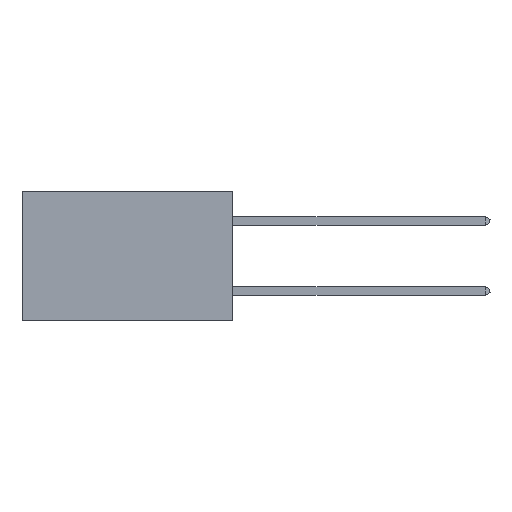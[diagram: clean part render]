
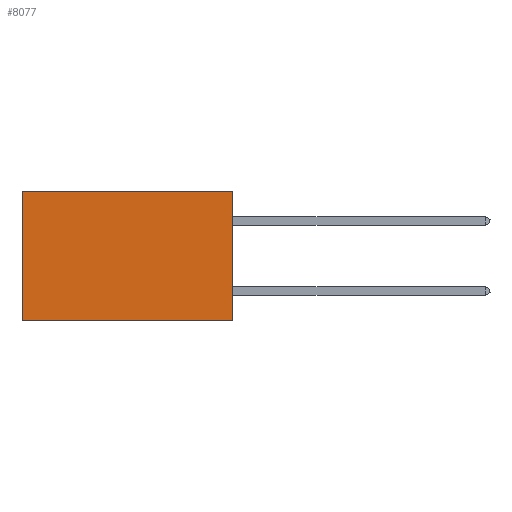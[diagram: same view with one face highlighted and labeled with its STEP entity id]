
A CAD part, left-side view. The second image highlights one B-rep face of the part: STEP entity #8077.
In plain terms, the highlighted planar face has unit normal (-1, 0, 0).
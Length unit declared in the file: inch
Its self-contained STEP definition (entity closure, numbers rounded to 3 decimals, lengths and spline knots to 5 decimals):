
#402 = LINE ( 'NONE', #13091, #20873 ) ;
#580 = VECTOR ( 'NONE', #9367, 39.37008 ) ;
#682 = ORIENTED_EDGE ( 'NONE', *, *, #11182, .T. ) ;
#2789 = VERTEX_POINT ( 'NONE', #13108 ) ;
#5720 = CARTESIAN_POINT ( 'NONE',  ( 0.2875, 0., -0.37 ) ) ;
#5731 = CARTESIAN_POINT ( 'NONE',  ( 0.2875, 0., 0. ) ) ;
#6001 = CARTESIAN_POINT ( 'NONE',  ( 0.2875, 0., -0.37 ) ) ;
#6693 = CARTESIAN_POINT ( 'NONE',  ( 0.2875, 0., 0. ) ) ;
#7052 = LINE ( 'NONE', #5720, #20354 ) ;
#7496 = VERTEX_POINT ( 'NONE', #6001 ) ;
#7666 = EDGE_CURVE ( 'NONE', #2789, #24794, #28688, .T. ) ;
#8077 = ADVANCED_FACE ( 'NONE', ( #21798 ), #21633, .F. ) ;
#8392 = DIRECTION ( 'NONE',  ( 1., 0., 0. ) ) ;
#8941 = AXIS2_PLACEMENT_3D ( 'NONE', #5731, #8392, #26812 ) ;
#9367 = DIRECTION ( 'NONE',  ( 0., 1., 0. ) ) ;
#11182 = EDGE_CURVE ( 'NONE', #24794, #30337, #402, .T. ) ;
#13091 = CARTESIAN_POINT ( 'NONE',  ( 0.2875, 0.6, 0. ) ) ;
#13108 = CARTESIAN_POINT ( 'NONE',  ( 0.2875, 0., 0. ) ) ;
#13928 = ORIENTED_EDGE ( 'NONE', *, *, #28610, .F. ) ;
#15455 = DIRECTION ( 'NONE',  ( 0., 0., -1. ) ) ;
#15761 = DIRECTION ( 'NONE',  ( 0., 0., -1. ) ) ;
#16451 = DIRECTION ( 'NONE',  ( 0., 1., 0. ) ) ;
#17792 = VECTOR ( 'NONE', #15455, 39.37008 ) ;
#19158 = EDGE_CURVE ( 'NONE', #7496, #30337, #7052, .T. ) ;
#19424 = LINE ( 'NONE', #20752, #17792 ) ;
#20354 = VECTOR ( 'NONE', #16451, 39.37008 ) ;
#20752 = CARTESIAN_POINT ( 'NONE',  ( 0.2875, 0., 0. ) ) ;
#20873 = VECTOR ( 'NONE', #15761, 39.37008 ) ;
#21633 = PLANE ( 'NONE',  #8941 ) ;
#21798 = FACE_OUTER_BOUND ( 'NONE', #29131, .T. ) ;
#23792 = CARTESIAN_POINT ( 'NONE',  ( 0.2875, 0.6, -0.37 ) ) ;
#24794 = VERTEX_POINT ( 'NONE', #32463 ) ;
#25614 = ORIENTED_EDGE ( 'NONE', *, *, #7666, .T. ) ;
#26812 = DIRECTION ( 'NONE',  ( 0., 0., -1. ) ) ;
#28610 = EDGE_CURVE ( 'NONE', #2789, #7496, #19424, .T. ) ;
#28688 = LINE ( 'NONE', #6693, #580 ) ;
#29131 = EDGE_LOOP ( 'NONE', ( #682, #29805, #13928, #25614 ) ) ;
#29805 = ORIENTED_EDGE ( 'NONE', *, *, #19158, .F. ) ;
#30337 = VERTEX_POINT ( 'NONE', #23792 ) ;
#32463 = CARTESIAN_POINT ( 'NONE',  ( 0.2875, 0.6, 0. ) ) ;
